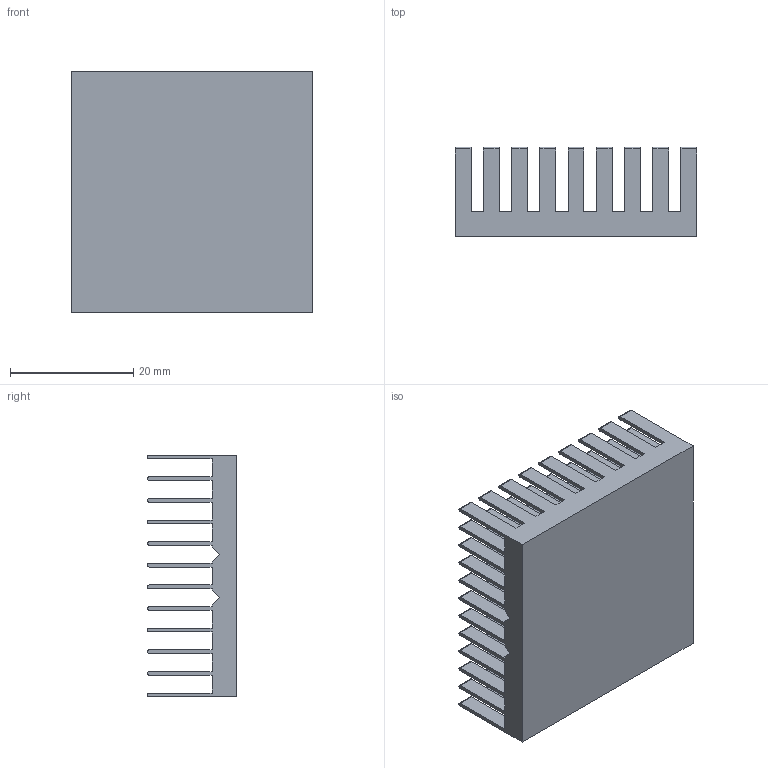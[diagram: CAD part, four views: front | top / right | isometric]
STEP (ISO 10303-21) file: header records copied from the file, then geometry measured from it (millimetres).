
FILE_DESCRIPTION(/* description */ ('STEP AP203'),/* implementation_level */ '2;1');
FILE_NAME(/* name */ '8822T956_Adhesive-Mount Heat Sink.step',/* time_stamp */ '2024-10-07T00:47:31-07:00',/* author */ (''),/* organization */ (''),/* preprocessor_version */ 'ST-DEVELOPER v20',/* originating_system */ 'Autodesk Translation Framework v13.20.0.188',/* authorisation */ '');
FILE_SCHEMA (('AUTOMOTIVE_DESIGN { 1 0 10303 214 3 1 1 }'));
Length unit declared in the file: millimetre
Products named in the file (1): 8822T956_Adhesive-Mount Heat Sink
Bounding box: 39.25 x 14.5 x 39.25 mm (x, y, z)
Volume: 7801.9 mm3; surface area: 10911.1 mm2
Topology: 1 solids, 1 shells, 510 faces, 1314 edges, 876 vertices
Faces by surface type: plane 402, cylinder 108
Entity records: 15434 total; most frequent: CARTESIAN_POINT 2701, ORIENTED_EDGE 2628, DIRECTION 2552, EDGE_CURVE 1314, LINE 1098, VECTOR 1098, VERTEX_POINT 876, AXIS2_PLACEMENT_3D 727
